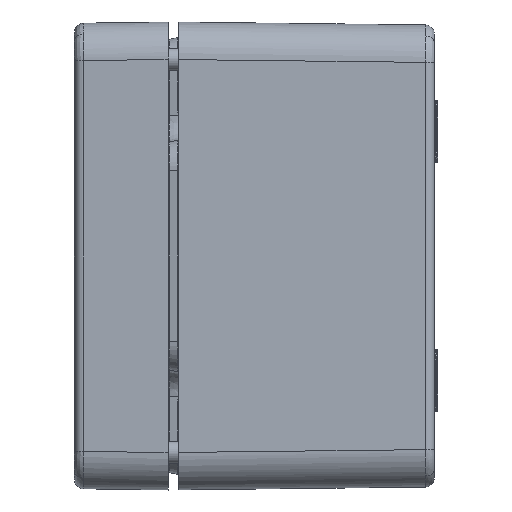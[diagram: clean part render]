
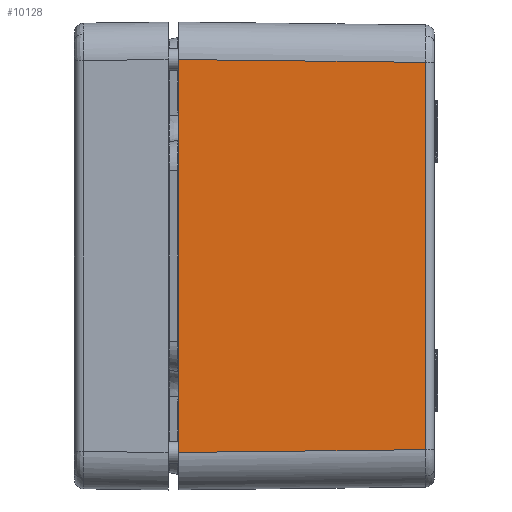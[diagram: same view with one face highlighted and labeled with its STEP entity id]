
A CAD part, left-side view. The second image highlights one B-rep face of the part: STEP entity #10128.
In plain terms, the highlighted planar face has unit normal (-1, -0.011, 0).
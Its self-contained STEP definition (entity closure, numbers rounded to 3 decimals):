
#760=LINE('',#18025,#1246);
#861=LINE('',#19538,#1347);
#862=LINE('',#19539,#1348);
#863=LINE('',#19540,#1349);
#1246=VECTOR('',#13415,1000.);
#1347=VECTOR('',#13688,1000.);
#1348=VECTOR('',#13689,1000.);
#1349=VECTOR('',#13690,1000.);
#1613=PLANE('',#11311);
#2247=FACE_OUTER_BOUND('',#3018,.T.);
#3018=EDGE_LOOP('',(#8076,#8077,#8078,#8079));
#4678=VERTEX_POINT('',#17633);
#4789=VERTEX_POINT('',#18023);
#4790=VERTEX_POINT('',#18024);
#4944=VERTEX_POINT('',#19537);
#5900=EDGE_CURVE('',#4789,#4790,#760,.T.);
#6105=EDGE_CURVE('',#4789,#4944,#861,.T.);
#6106=EDGE_CURVE('',#4944,#4678,#862,.T.);
#6107=EDGE_CURVE('',#4678,#4790,#863,.T.);
#8076=ORIENTED_EDGE('',*,*,#6105,.T.);
#8077=ORIENTED_EDGE('',*,*,#6106,.T.);
#8078=ORIENTED_EDGE('',*,*,#6107,.T.);
#8079=ORIENTED_EDGE('',*,*,#5900,.F.);
#10128=ADVANCED_FACE('',(#2247),#1613,.T.);
#11311=AXIS2_PLACEMENT_3D('',#19536,#13686,#13687);
#13415=DIRECTION('',(0.,0.,1.));
#13686=DIRECTION('center_axis',(-1.,-0.011,0.));
#13687=DIRECTION('ref_axis',(0.011,-1.,0.));
#13688=DIRECTION('',(0.011,-1.,0.011));
#13689=DIRECTION('',(0.,0.,1.));
#13690=DIRECTION('',(-0.011,1.,0.011));
#17633=CARTESIAN_POINT('',(-54.532,-39.217,31.033));
#18023=CARTESIAN_POINT('',(-54.981,0.3,-31.481));
#18024=CARTESIAN_POINT('',(-54.981,0.3,31.481));
#18025=CARTESIAN_POINT('',(-54.981,0.3,-37.5));
#19536=CARTESIAN_POINT('Origin',(-55.,2.,-37.5));
#19537=CARTESIAN_POINT('',(-54.532,-39.217,-31.033));
#19538=CARTESIAN_POINT('',(-55.001,2.068,-31.501));
#19539=CARTESIAN_POINT('',(-54.532,-39.217,31.016));
#19540=CARTESIAN_POINT('',(-54.991,1.217,31.492));
